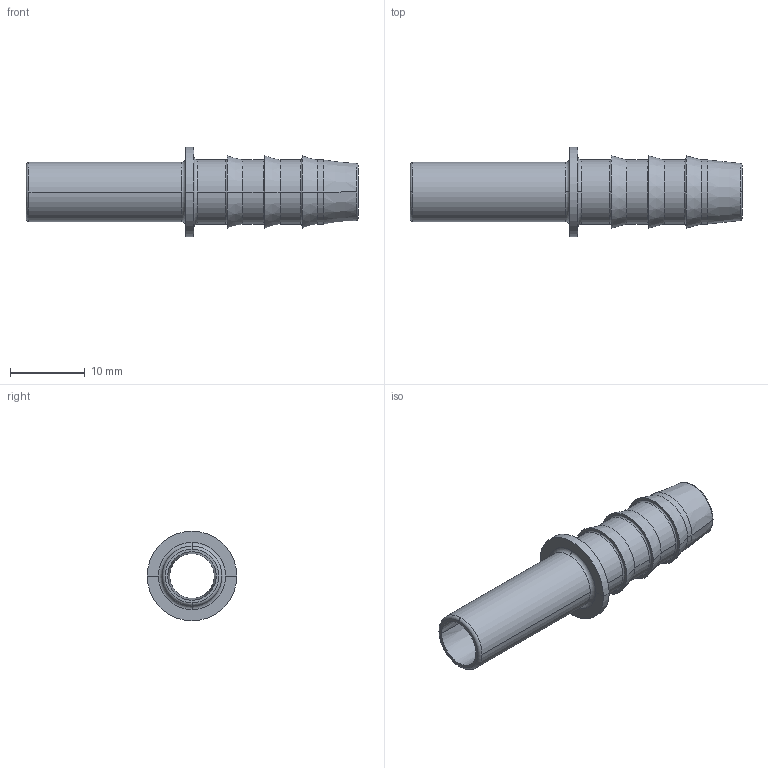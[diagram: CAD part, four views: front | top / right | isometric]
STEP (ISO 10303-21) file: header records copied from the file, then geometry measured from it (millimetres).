
FILE_DESCRIPTION(('STEP AP214'),'1');
FILE_NAME('3122_08_08.stp','2016-07-07T14:58:06',('TraceParts'),('TraceParts S.A.'),'Spatial InterOp 3D',' ',' ');
FILE_SCHEMA(('automotive_design'));
Length unit declared in the file: millimetre
Products named in the file (1): 1
Bounding box: 44.5 x 12 x 12 mm (x, y, z)
Volume: 1131 mm3; surface area: 2233.4 mm2
Topology: 1 solids, 1 shells, 44 faces, 110 edges, 72 vertices
Faces by surface type: torus 14, cylinder 12, cone 10, plane 6, revolution 2
Entity records: 1391 total; most frequent: DIRECTION 284, CARTESIAN_POINT 231, ORIENTED_EDGE 220, AXIS2_PLACEMENT_3D 129, EDGE_CURVE 110, CIRCLE 86, VERTEX_POINT 72, EDGE_LOOP 50
